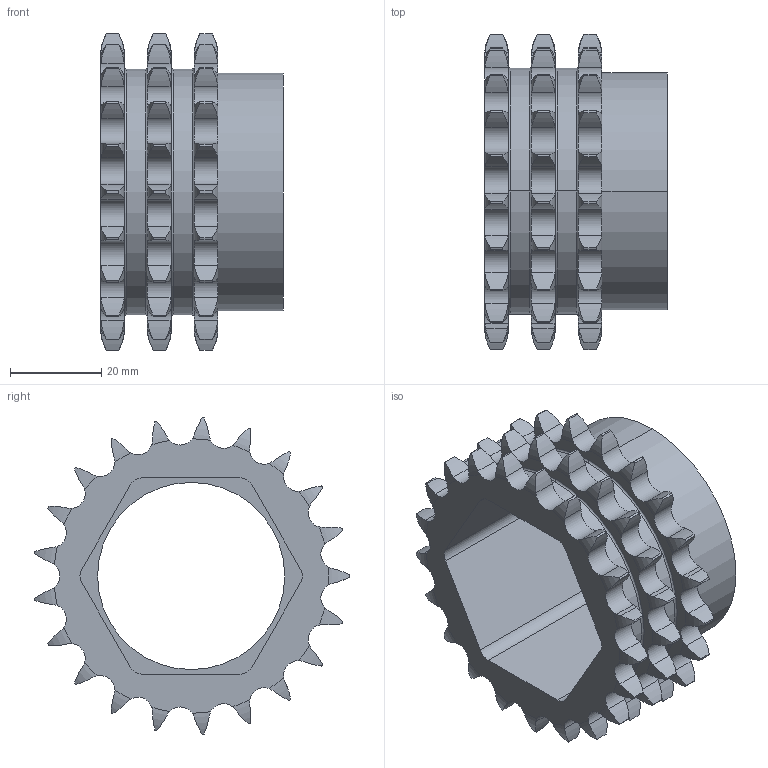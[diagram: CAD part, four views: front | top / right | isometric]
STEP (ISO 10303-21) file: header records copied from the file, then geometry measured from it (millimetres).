
FILE_DESCRIPTION (( 'STEP AP203' ), '1' );
FILE_NAME ('21T 06b3 clutch.STEP', '2017-03-10T10:16:07', ( '' ), ( '' ), 'SwSTEP 2.0', 'SolidWorks 2015', '' );
FILE_SCHEMA (( 'CONFIG_CONTROL_DESIGN' ));
Length unit declared in the file: millimetre
Products named in the file (1): 21T 06b3 clutch
Bounding box: 40 x 69.11 x 69.3 mm (x, y, z)
Volume: 36355.6 mm3; surface area: 20640.6 mm2
Topology: 1 solids, 1 shells, 444 faces, 1300 edges, 864 vertices
Faces by surface type: cylinder 296, torus 134, plane 14
Entity records: 15971 total; most frequent: CARTESIAN_POINT 4697, ORIENTED_EDGE 2600, DIRECTION 2120, EDGE_CURVE 1300, AXIS2_PLACEMENT_3D 903, VERTEX_POINT 864, B_SPLINE_CURVE_WITH_KNOTS 528, CIRCLE 458
